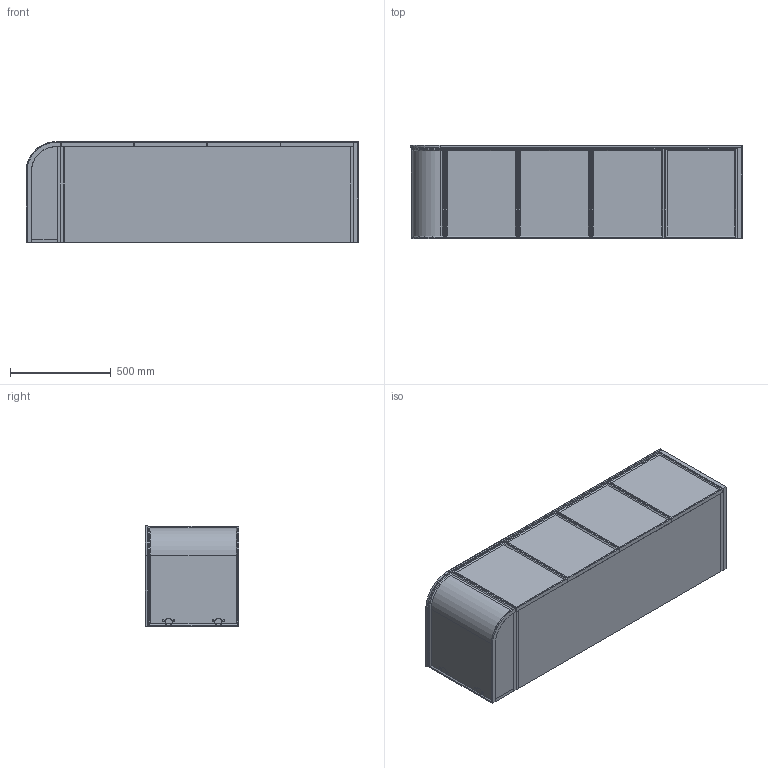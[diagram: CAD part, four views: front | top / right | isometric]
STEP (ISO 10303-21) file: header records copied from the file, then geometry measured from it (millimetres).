
FILE_DESCRIPTION (( 'STEP AP214' ), '1' );
FILE_NAME ('2355581.STEP', '2023-09-29T00:46:47', ( '' ), ( '' ), 'SwSTEP 2.0', 'SolidWorks 2021', '' );
FILE_SCHEMA (( 'AUTOMOTIVE_DESIGN' ));
Length unit declared in the file: millimetre
Products named in the file (10): 1650 Benchtop (12mm) SINGLE END; 1800 Door Kado Era; End Carcass LEFT; 2355581; Kado Era 1650 (Door) SINGLE END; Kado Era 1800 Carcass (DOOR); Filler Panel; Kado Era Curved End Panel
Assembly tree (12 placements, depth 4):
  2355581
    Kado Era 1650 (Door) SINGLE END
      Kado Era 1800 Carcass (DOOR)
      Kado Era Curved End Panel
      End Carcass LEFT
      Filler Panel
      1650 Benchtop (12mm) SINGLE END
        1650 Benchtop (12mm) SINGLE END
      1800 Door Kado Era  x4
        1800 Door Kado Era
Bounding box: 1648.5 x 462 x 500 mm (x, y, z)
Volume: 76895083.6 mm3; surface area: 10633355.3 mm2
Topology: 21 solids, 21 shells, 360 faces, 744 edges, 476 vertices
Faces by surface type: plane 220, cylinder 128, sphere 8, cone 4
Entity records: 9775 total; most frequent: DIRECTION 1612, CARTESIAN_POINT 1437, ORIENTED_EDGE 1328, EDGE_CURVE 664, AXIS2_PLACEMENT_3D 603, VERTEX_POINT 428, VECTOR 406, LINE 406
